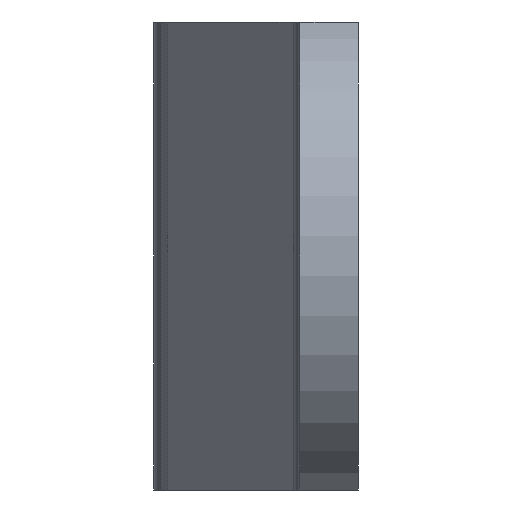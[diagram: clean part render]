
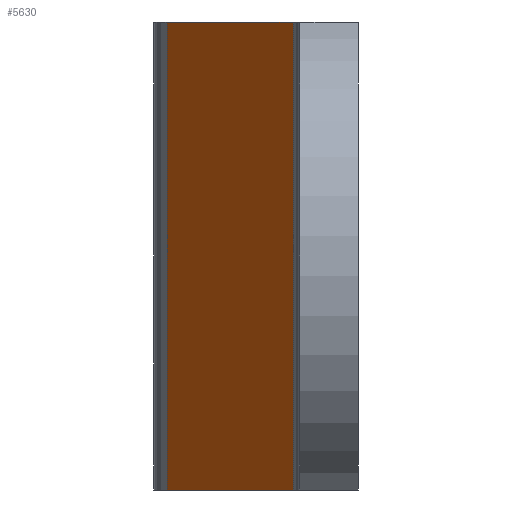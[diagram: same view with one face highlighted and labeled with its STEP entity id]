
A CAD part, left-side view. The second image highlights one B-rep face of the part: STEP entity #5630.
In plain terms, the highlighted planar face has unit normal (-0.64, 0.768, 0).
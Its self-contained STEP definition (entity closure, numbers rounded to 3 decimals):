
#334 = EDGE_CURVE ( 'NONE', #3259, #11652, #3127, .T. ) ;
#1127 = DIRECTION ( 'NONE',  ( 0.64, -0.768, 0. ) ) ;
#1170 = VECTOR ( 'NONE', #12966, 1000. ) ;
#1291 = CARTESIAN_POINT ( 'NONE',  ( 20.054, 2.232, -8. ) ) ;
#1892 = CARTESIAN_POINT ( 'NONE',  ( 25.22, 6.536, 8. ) ) ;
#1907 = CARTESIAN_POINT ( 'NONE',  ( 20.054, 2.232, 8. ) ) ;
#2112 = ORIENTED_EDGE ( 'NONE', *, *, #334, .T. ) ;
#2790 = EDGE_CURVE ( 'NONE', #11652, #9629, #10499, .T. ) ;
#2791 = VECTOR ( 'NONE', #15721, 1000. ) ;
#3054 = DIRECTION ( 'NONE',  ( 0., 0., 1. ) ) ;
#3127 = LINE ( 'NONE', #1892, #1170 ) ;
#3259 = VERTEX_POINT ( 'NONE', #15431 ) ;
#3657 = FACE_OUTER_BOUND ( 'NONE', #9308, .T. ) ;
#4042 = VERTEX_POINT ( 'NONE', #6860 ) ;
#4102 = VECTOR ( 'NONE', #3054, 1000. ) ;
#4114 = EDGE_CURVE ( 'NONE', #9629, #4042, #7382, .T. ) ;
#4254 = CARTESIAN_POINT ( 'NONE',  ( 19.776, 2., -8. ) ) ;
#4783 = DIRECTION ( 'NONE',  ( 0.768, 0.64, 0. ) ) ;
#4855 = DIRECTION ( 'NONE',  ( -0.768, -0.64, 0. ) ) ;
#5043 = EDGE_CURVE ( 'NONE', #3259, #4042, #13694, .T. ) ;
#5107 = AXIS2_PLACEMENT_3D ( 'NONE', #11942, #1127, #4783 ) ;
#5630 = ADVANCED_FACE ( 'NONE', ( #3657 ), #5723, .F. ) ;
#5723 = PLANE ( 'NONE',  #5107 ) ;
#6860 = CARTESIAN_POINT ( 'NONE',  ( 20.054, 2.232, 8. ) ) ;
#7204 = ORIENTED_EDGE ( 'NONE', *, *, #5043, .F. ) ;
#7382 = LINE ( 'NONE', #1907, #4102 ) ;
#8532 = CARTESIAN_POINT ( 'NONE',  ( 19.776, 2., 8. ) ) ;
#9241 = VECTOR ( 'NONE', #4855, 1000. ) ;
#9308 = EDGE_LOOP ( 'NONE', ( #7204, #2112, #13964, #12153 ) ) ;
#9629 = VERTEX_POINT ( 'NONE', #1291 ) ;
#10499 = LINE ( 'NONE', #4254, #2791 ) ;
#11652 = VERTEX_POINT ( 'NONE', #15509 ) ;
#11942 = CARTESIAN_POINT ( 'NONE',  ( 19.776, 2., 8. ) ) ;
#12153 = ORIENTED_EDGE ( 'NONE', *, *, #4114, .T. ) ;
#12966 = DIRECTION ( 'NONE',  ( 0., 0., -1. ) ) ;
#13694 = LINE ( 'NONE', #8532, #9241 ) ;
#13964 = ORIENTED_EDGE ( 'NONE', *, *, #2790, .T. ) ;
#15431 = CARTESIAN_POINT ( 'NONE',  ( 25.22, 6.536, 8. ) ) ;
#15509 = CARTESIAN_POINT ( 'NONE',  ( 25.22, 6.536, -8. ) ) ;
#15721 = DIRECTION ( 'NONE',  ( -0.768, -0.64, 0. ) ) ;
